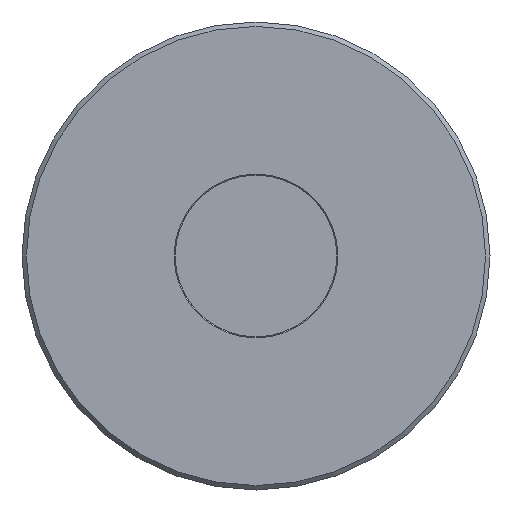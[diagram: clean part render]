
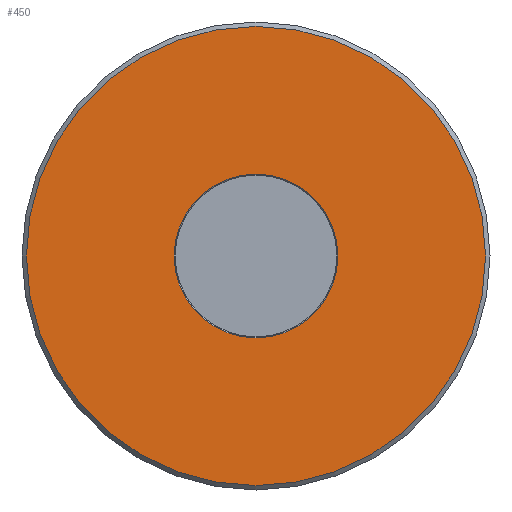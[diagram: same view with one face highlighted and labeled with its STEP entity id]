
A CAD part, front view. The second image highlights one B-rep face of the part: STEP entity #450.
In plain terms, the highlighted planar face has unit normal (0, -1, 0).
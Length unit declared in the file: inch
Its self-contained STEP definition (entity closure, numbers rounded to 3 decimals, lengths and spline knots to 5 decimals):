
#39 = FACE_OUTER_BOUND ( 'NONE', #259, .T. ) ;
#50 = VERTEX_POINT ( 'NONE', #293 ) ;
#66 = ORIENTED_EDGE ( 'NONE', *, *, #415, .T. ) ;
#67 = AXIS2_PLACEMENT_3D ( 'NONE', #75, #219, #362 ) ;
#75 = CARTESIAN_POINT ( 'NONE',  ( 0., 0., 0. ) ) ;
#91 = AXIS2_PLACEMENT_3D ( 'NONE', #275, #285, #287 ) ;
#211 = EDGE_CURVE ( 'NONE', #409, #409, #505, .T. ) ;
#219 = DIRECTION ( 'NONE',  ( 0., 1., 0. ) ) ;
#237 = EDGE_LOOP ( 'NONE', ( #66 ) ) ;
#244 = ORIENTED_EDGE ( 'NONE', *, *, #211, .F. ) ;
#259 = EDGE_LOOP ( 'NONE', ( #244 ) ) ;
#275 = CARTESIAN_POINT ( 'NONE',  ( -0.55757, 0., 0. ) ) ;
#283 = CIRCLE ( 'NONE', #67, 0.55757 ) ;
#285 = DIRECTION ( 'NONE',  ( 0., -1., 0. ) ) ;
#287 = DIRECTION ( 'NONE',  ( 0., 0., -1. ) ) ;
#293 = CARTESIAN_POINT ( 'NONE',  ( 0., 0., 0.55757 ) ) ;
#362 = DIRECTION ( 'NONE',  ( 0., 0., 1. ) ) ;
#393 = FACE_BOUND ( 'NONE', #237, .T. ) ;
#394 = DIRECTION ( 'NONE',  ( 0., 0., 1. ) ) ;
#396 = DIRECTION ( 'NONE',  ( 0., 1., 0. ) ) ;
#400 = CARTESIAN_POINT ( 'NONE',  ( 0., 0., 0. ) ) ;
#409 = VERTEX_POINT ( 'NONE', #500 ) ;
#415 = EDGE_CURVE ( 'NONE', #50, #50, #283, .T. ) ;
#450 = ADVANCED_FACE ( 'NONE', ( #393, #39 ), #531, .T. ) ;
#477 = AXIS2_PLACEMENT_3D ( 'NONE', #400, #396, #394 ) ;
#500 = CARTESIAN_POINT ( 'NONE',  ( 0., 0., 1.564 ) ) ;
#505 = CIRCLE ( 'NONE', #477, 1.564 ) ;
#531 = PLANE ( 'NONE',  #91 ) ;
